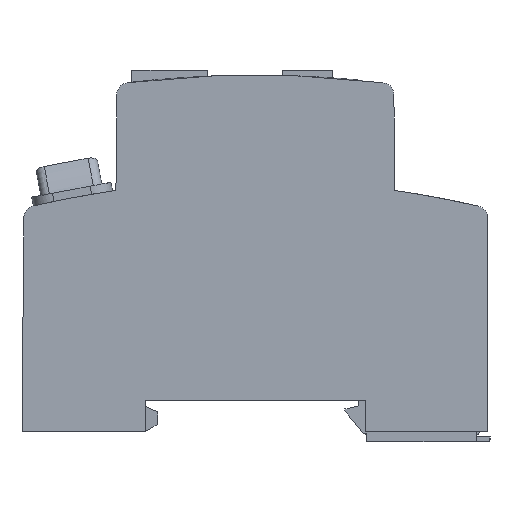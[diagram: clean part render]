
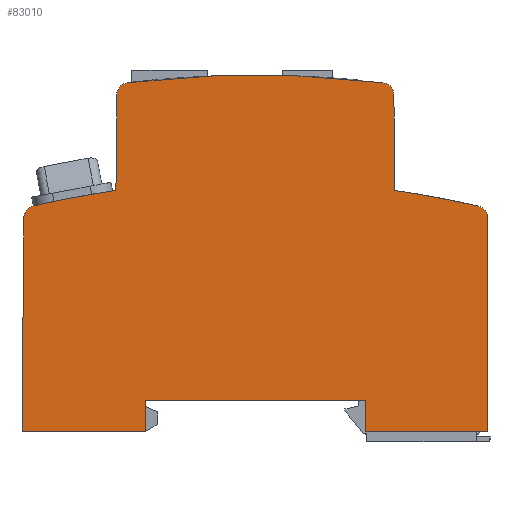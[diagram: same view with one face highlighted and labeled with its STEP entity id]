
A CAD part, left-side view. The second image highlights one B-rep face of the part: STEP entity #83010.
In plain terms, the highlighted face is planar.
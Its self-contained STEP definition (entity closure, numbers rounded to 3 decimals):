
#3770=CARTESIAN_POINT('',(106.975,16.056,-20.25));
#3780=VERTEX_POINT('',#3770);
#3830=CARTESIAN_POINT('',(45.021,16.056,-20.25));
#3840=DIRECTION('',(1.,0.,0.));
#3850=VECTOR('',#3840,1.);
#3860=LINE('',#3830,#3850);
#3870=CARTESIAN_POINT('',(87.091,16.056,-20.25));
#3880=VERTEX_POINT('',#3870);
#3890=EDGE_CURVE('',#3880,#3780,#3860,.T.);
#15990=CARTESIAN_POINT('',(91.825,54.948,-20.25));
#16000=VERTEX_POINT('',#15990);
#16150=CARTESIAN_POINT('',(91.69,70.373,-20.25));
#16160=VERTEX_POINT('',#16150);
#16190=CARTESIAN_POINT('',(91.822,55.264,-20.25));
#16200=DIRECTION('',(-0.009,1.,
0.));
#16210=VECTOR('',#16200,1.);
#16220=LINE('',#16190,#16210);
#16230=EDGE_CURVE('',#16000,#16160,#16220,.T.);
#16670=CARTESIAN_POINT('',(45.021,21.056,-20.25));
#16680=DIRECTION('',(1.,0.,0.));
#16690=VECTOR('',#16680,1.);
#16700=LINE('',#16670,#16690);
#16710=CARTESIAN_POINT('',(51.591,21.056,-20.25));
#16720=VERTEX_POINT('',#16710);
#16730=CARTESIAN_POINT('',(87.091,21.056,-20.25));
#16740=VERTEX_POINT('',#16730);
#16750=EDGE_CURVE('',#16720,#16740,#16700,.T.);
#19240=CARTESIAN_POINT('',(87.091,55.264,-20.25));
#19250=DIRECTION('',(0.,-1.,0.));
#19260=VECTOR('',#19250,1.);
#19270=LINE('',#19240,#19260);
#19280=EDGE_CURVE('',#16740,#3880,#19270,.T.);
#23930=CARTESIAN_POINT('',(89.926,72.341,-20.25));
#23940=VERTEX_POINT('',#23930);
#23970=CARTESIAN_POINT('',(89.69,70.355,-20.25));
#23980=DIRECTION('',(0.,0.,1.));
#23990=DIRECTION('',(1.,0.,0.));
#24000=AXIS2_PLACEMENT_3D('',#23970,#23980,#23990);
#24010=CIRCLE('',#24000,2.);
#24020=EDGE_CURVE('',#16160,#23940,#24010,.T.);
#38330=CARTESIAN_POINT('',(31.841,50.463,
-20.25));
#38340=VERTEX_POINT('',#38330);
#39000=CARTESIAN_POINT('',(31.841,16.056,-20.25));
#39010=VERTEX_POINT('',#39000);
#39040=CARTESIAN_POINT('',(31.841,55.264,
-20.25));
#39050=DIRECTION('',(0.,1.,0.));
#39060=VECTOR('',#39050,1.);
#39070=LINE('',#39040,#39060);
#39080=EDGE_CURVE('',#39010,#38340,#39070,.T.);
#39180=CARTESIAN_POINT('',(33.841,50.463,
-20.25));
#39190=DIRECTION('',(0.,0.,-1.));
#39200=DIRECTION('',(-1.,0.,0.));
#39210=AXIS2_PLACEMENT_3D('',#39180,#39190,#39200);
#39220=CIRCLE('',#39210,2.);
#39230=CARTESIAN_POINT('',(33.386,52.411,
-20.25));
#39240=VERTEX_POINT('',#39230);
#39250=EDGE_CURVE('',#38340,#39240,#39220,.T.);
#50130=CARTESIAN_POINT('',(46.858,54.948,-20.25));
#50140=VERTEX_POINT('',#50130);
#50250=CARTESIAN_POINT('',(69.341,-101.444,-20.25));
#50260=DIRECTION('',(0.,0.,-1.));
#50270=DIRECTION('',(-1.,0.,0.));
#50280=AXIS2_PLACEMENT_3D('',#50250,#50260,#50270);
#50290=CIRCLE('',#50280,158.);
#50300=EDGE_CURVE('',#39240,#50140,#50290,.T.);
#51740=CARTESIAN_POINT('',(51.591,55.264,-20.25));
#51750=DIRECTION('',(0.,-1.,0.));
#51760=VECTOR('',#51750,1.);
#51770=LINE('',#51740,#51760);
#51780=CARTESIAN_POINT('',(51.591,16.056,-20.25));
#51790=VERTEX_POINT('',#51780);
#51800=EDGE_CURVE('',#16720,#51790,#51770,.T.);
#53570=CARTESIAN_POINT('',(45.021,16.056,-20.25));
#53580=DIRECTION('',(1.,0.,0.));
#53590=VECTOR('',#53580,1.);
#53600=LINE('',#53570,#53590);
#53610=EDGE_CURVE('',#39010,#51790,#53600,.T.);
#68300=CARTESIAN_POINT('',(46.992,70.373,-20.25));
#68310=VERTEX_POINT('',#68300);
#68340=CARTESIAN_POINT('',(48.992,70.355,-20.25));
#68350=DIRECTION('',(0.,0.,1.));
#68360=DIRECTION('',(1.,0.,0.));
#68370=AXIS2_PLACEMENT_3D('',#68340,#68350,#68360);
#68380=CIRCLE('',#68370,2.);
#68390=CARTESIAN_POINT('',(48.757,72.341,-20.25));
#68400=VERTEX_POINT('',#68390);
#68410=EDGE_CURVE('',#68400,#68310,#68380,.T.);
#69000=CARTESIAN_POINT('',(46.861,55.264,-20.25));
#69010=DIRECTION('',(-0.009,-1.,
0.));
#69020=VECTOR('',#69010,1.);
#69030=LINE('',#69000,#69020);
#69040=EDGE_CURVE('',#68310,#50140,#69030,.T.);
#72220=CARTESIAN_POINT('',(69.341,-101.444,-20.25));
#72230=DIRECTION('',(0.,0.,-1.));
#72240=DIRECTION('',(-1.,0.,0.));
#72250=AXIS2_PLACEMENT_3D('',#72220,#72230,#72240);
#72260=CIRCLE('',#72250,175.);
#72270=EDGE_CURVE('',#68400,#23940,#72260,.T.);
#75080=CARTESIAN_POINT('',(105.127,52.45,-20.25));
#75090=VERTEX_POINT('',#75080);
#79870=CARTESIAN_POINT('',(69.341,-101.444,-20.25));
#79880=DIRECTION('',(0.,0.,-1.));
#79890=DIRECTION('',(-1.,0.,0.));
#79900=AXIS2_PLACEMENT_3D('',#79870,#79880,#79890);
#79910=CIRCLE('',#79900,158.);
#79920=EDGE_CURVE('',#16000,#75090,#79910,.T.);
#82450=CARTESIAN_POINT('',(104.674,50.502,-20.25));
#82460=DIRECTION('',(0.,0.,-1.));
#82470=DIRECTION('',(-1.,0.,0.));
#82480=AXIS2_PLACEMENT_3D('',#82450,#82460,#82470);
#82490=CIRCLE('',#82480,2.);
#82500=CARTESIAN_POINT('',(106.674,50.52,-20.25));
#82510=VERTEX_POINT('',#82500);
#82520=EDGE_CURVE('',#75090,#82510,#82490,.T.);
#82730=CARTESIAN_POINT('',(69.341,23.506,-20.25));
#82740=DIRECTION('',(0.,0.,-1.));
#82750=DIRECTION('',(-1.,0.,0.));
#82760=AXIS2_PLACEMENT_3D('',#82730,#82740,#82750);
#82770=PLANE('',#82760);
#82780=ORIENTED_EDGE('',*,*,#16230,.F.);
#82790=ORIENTED_EDGE('',*,*,#24020,.F.);
#82800=ORIENTED_EDGE('',*,*,#72270,.T.);
#82810=ORIENTED_EDGE('',*,*,#68410,.F.);
#82820=ORIENTED_EDGE('',*,*,#69040,.F.);
#82830=ORIENTED_EDGE('',*,*,#50300,.T.);
#82840=ORIENTED_EDGE('',*,*,#39250,.T.);
#82850=ORIENTED_EDGE('',*,*,#39080,.T.);
#82860=ORIENTED_EDGE('',*,*,#53610,.F.);
#82870=ORIENTED_EDGE('',*,*,#51800,.T.);
#82880=ORIENTED_EDGE('',*,*,#16750,.F.);
#82890=ORIENTED_EDGE('',*,*,#19280,.F.);
#82900=ORIENTED_EDGE('',*,*,#3890,.F.);
#82910=CARTESIAN_POINT('',(106.633,55.264,-20.25));
#82920=DIRECTION('',(0.009,-1.,
0.));
#82930=VECTOR('',#82920,1.);
#82940=LINE('',#82910,#82930);
#82950=EDGE_CURVE('',#82510,#3780,#82940,.T.);
#82960=ORIENTED_EDGE('',*,*,#82950,.T.);
#82970=ORIENTED_EDGE('',*,*,#82520,.T.);
#82980=ORIENTED_EDGE('',*,*,#79920,.T.);
#82990=EDGE_LOOP('',(#82980,#82970,#82960,#82900,#82890,#82880,#82870,
#82860,#82850,#82840,#82830,#82820,#82810,#82800,#82790,#82780));
#83000=FACE_OUTER_BOUND('',#82990,.T.);
#83010=ADVANCED_FACE('',(#83000),#82770,.T.);
